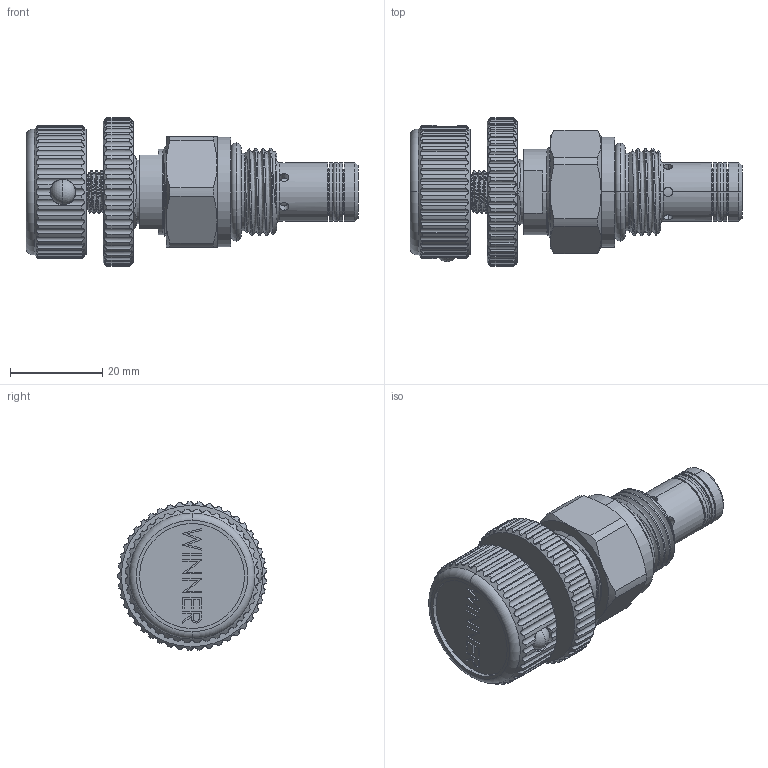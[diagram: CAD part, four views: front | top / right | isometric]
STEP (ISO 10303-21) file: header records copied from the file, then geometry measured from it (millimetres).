
FILE_DESCRIPTION (( 'STEP AP203' ), '1' );
FILE_NAME ('FR08W20-K.STEP', '2021-07-01T06:46:13', ( '' ), ( '' ), 'SwSTEP 2.0', 'SolidWorks 2018', '' );
FILE_SCHEMA (( 'CONFIG_CONTROL_DESIGN' ));
Length unit declared in the file: millimetre
Products named in the file (1): FR08W20-K
Bounding box: 71.85 x 32.18 x 32.2 mm (x, y, z)
Volume: 26272.5 mm3; surface area: 9521.1 mm2
Topology: 3 solids, 3 shells, 485 faces, 1304 edges, 852 vertices
Faces by surface type: cylinder 302, plane 110, cone 36, torus 20, bspline 15, sphere 2
Entity records: 26784 total; most frequent: CARTESIAN_POINT 15130, ORIENTED_EDGE 2608, DIRECTION 2189, EDGE_CURVE 1304, VERTEX_POINT 852, AXIS2_PLACEMENT_3D 823, LINE 543, VECTOR 543
